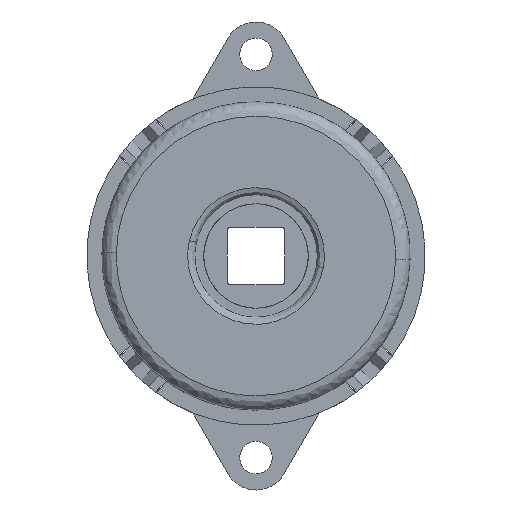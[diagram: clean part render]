
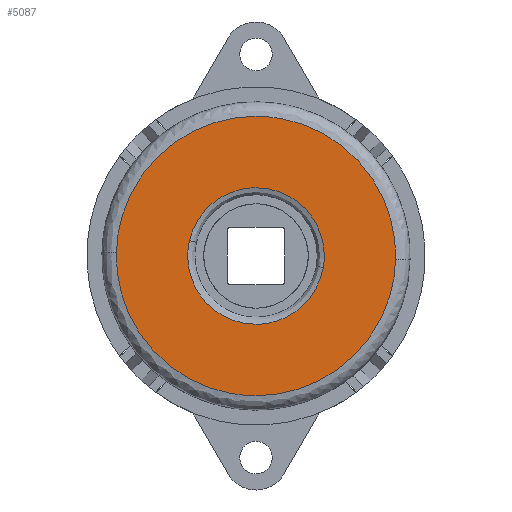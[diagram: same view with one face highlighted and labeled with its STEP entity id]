
A CAD part, front view. The second image highlights one B-rep face of the part: STEP entity #5087.
In plain terms, the highlighted free-form (B-spline) face has degree [1, 1] with [2, 2] control points.
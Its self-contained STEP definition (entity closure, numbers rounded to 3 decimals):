
#2861=CARTESIAN_POINT('',(9.345,-10.3,-1.594));
#2862=VERTEX_POINT('',#2861);
#2876=CARTESIAN_POINT('',(0.0,-10.3,9.48));
#2877=VERTEX_POINT('',#2876);
#2878=CARTESIAN_POINT('',(0.0,-10.3,9.48));
#2879=CARTESIAN_POINT('',(9.48,-10.3,9.48));
#2880=CARTESIAN_POINT('',(9.48,-10.3,0.));
#2881=CARTESIAN_POINT('',(9.48,-10.3,-0.803));
#2882=CARTESIAN_POINT('',(9.345,-10.3,-1.594));
#2890=(BOUNDED_CURVE()B_SPLINE_CURVE(2,(#2878,#2879,#2880,#2881,#2882),.UNSPECIFIED.,.F.,.U.)B_SPLINE_CURVE_WITH_KNOTS((3,2,3),(0.5,0.75,0.779),.UNSPECIFIED.)CURVE()GEOMETRIC_REPRESENTATION_ITEM()RATIONAL_B_SPLINE_CURVE((1.0,0.707,1.0,0.966,0.94))REPRESENTATION_ITEM(''));
#2891=EDGE_CURVE('',#2877,#2862,#2890,.T.);
#2893=CARTESIAN_POINT('',(-9.238,-10.3,2.126));
#2894=VERTEX_POINT('',#2893);
#2895=CARTESIAN_POINT('',(-9.238,-10.3,2.126));
#2896=CARTESIAN_POINT('',(-7.546,-10.3,9.48));
#2897=CARTESIAN_POINT('',(0.0,-10.3,9.48));
#2905=(BOUNDED_CURVE()B_SPLINE_CURVE(2,(#2895,#2896,#2897),.UNSPECIFIED.,.F.,.U.)B_SPLINE_CURVE_WITH_KNOTS((3,3),(0.288,0.5),.UNSPECIFIED.)CURVE()GEOMETRIC_REPRESENTATION_ITEM()RATIONAL_B_SPLINE_CURVE((0.924,0.752,1.0))REPRESENTATION_ITEM(''));
#2906=EDGE_CURVE('',#2894,#2877,#2905,.T.);
#2999=CARTESIAN_POINT('',(0.0,-10.3,-9.48));
#3000=VERTEX_POINT('',#2999);
#3001=CARTESIAN_POINT('',(0.0,-10.3,-9.48));
#3002=CARTESIAN_POINT('',(-9.48,-10.3,-9.48));
#3003=CARTESIAN_POINT('',(-9.48,-10.3,0.));
#3004=CARTESIAN_POINT('',(-9.48,-10.3,1.077));
#3005=CARTESIAN_POINT('',(-9.238,-10.3,2.126));
#3013=(BOUNDED_CURVE()B_SPLINE_CURVE(2,(#3001,#3002,#3003,#3004,#3005),.UNSPECIFIED.,.F.,.U.)B_SPLINE_CURVE_WITH_KNOTS((3,2,3),(0.0,0.25,0.288),.UNSPECIFIED.)CURVE()GEOMETRIC_REPRESENTATION_ITEM()RATIONAL_B_SPLINE_CURVE((1.0,0.707,1.0,0.955,0.924))REPRESENTATION_ITEM(''));
#3014=EDGE_CURVE('',#3000,#2894,#3013,.T.);
#3016=CARTESIAN_POINT('',(9.345,-10.3,-1.594));
#3017=CARTESIAN_POINT('',(8.,-10.3,-9.48));
#3018=CARTESIAN_POINT('',(0.0,-10.3,-9.48));
#3026=(BOUNDED_CURVE()B_SPLINE_CURVE(2,(#3016,#3017,#3018),.UNSPECIFIED.,.F.,.U.)B_SPLINE_CURVE_WITH_KNOTS((3,3),(0.779,1.0),.UNSPECIFIED.)CURVE()GEOMETRIC_REPRESENTATION_ITEM()RATIONAL_B_SPLINE_CURVE((0.94,0.741,1.0))REPRESENTATION_ITEM(''));
#3027=EDGE_CURVE('',#2862,#3000,#3026,.T.);
#3058=CARTESIAN_POINT('',(19.394,-10.3,-0.488));
#3059=VERTEX_POINT('',#3058);
#3073=CARTESIAN_POINT('',(0.0,-10.3,-19.4));
#3074=VERTEX_POINT('',#3073);
#3075=CARTESIAN_POINT('',(0.0,-10.3,-19.4));
#3076=CARTESIAN_POINT('',(18.918,-10.3,-19.4));
#3077=CARTESIAN_POINT('',(19.394,-10.3,-0.488));
#3085=(BOUNDED_CURVE()B_SPLINE_CURVE(2,(#3075,#3076,#3077),.UNSPECIFIED.,.F.,.U.)B_SPLINE_CURVE_WITH_KNOTS((3,3),(0.0,0.246),.UNSPECIFIED.)CURVE()GEOMETRIC_REPRESENTATION_ITEM()RATIONAL_B_SPLINE_CURVE((1.0,0.712,0.99))REPRESENTATION_ITEM(''));
#3086=EDGE_CURVE('',#3074,#3059,#3085,.T.);
#3088=CARTESIAN_POINT('',(-19.394,-10.3,0.488));
#3089=VERTEX_POINT('',#3088);
#3090=CARTESIAN_POINT('',(-19.394,-10.3,0.488));
#3091=CARTESIAN_POINT('',(-19.4,-10.3,0.244));
#3092=CARTESIAN_POINT('',(-19.4,-10.3,0.));
#3093=CARTESIAN_POINT('',(-19.4,-10.3,-19.4));
#3094=CARTESIAN_POINT('',(0.0,-10.3,-19.4));
#3102=(BOUNDED_CURVE()B_SPLINE_CURVE(2,(#3090,#3091,#3092,#3093,#3094),.UNSPECIFIED.,.F.,.U.)B_SPLINE_CURVE_WITH_KNOTS((3,2,3),(0.746,0.75,1.0),.UNSPECIFIED.)CURVE()GEOMETRIC_REPRESENTATION_ITEM()RATIONAL_B_SPLINE_CURVE((0.99,0.995,1.0,0.707,1.0))REPRESENTATION_ITEM(''));
#3103=EDGE_CURVE('',#3089,#3074,#3102,.T.);
#3147=CARTESIAN_POINT('',(0.0,-10.3,19.4));
#3148=VERTEX_POINT('',#3147);
#3149=CARTESIAN_POINT('',(0.0,-10.3,19.4));
#3150=CARTESIAN_POINT('',(-18.918,-10.3,19.4));
#3151=CARTESIAN_POINT('',(-19.394,-10.3,0.488));
#3159=(BOUNDED_CURVE()B_SPLINE_CURVE(2,(#3149,#3150,#3151),.UNSPECIFIED.,.F.,.U.)B_SPLINE_CURVE_WITH_KNOTS((3,3),(0.5,0.746),.UNSPECIFIED.)CURVE()GEOMETRIC_REPRESENTATION_ITEM()RATIONAL_B_SPLINE_CURVE((1.0,0.712,0.99))REPRESENTATION_ITEM(''));
#3160=EDGE_CURVE('',#3148,#3089,#3159,.T.);
#3162=CARTESIAN_POINT('',(19.394,-10.3,-0.488));
#3163=CARTESIAN_POINT('',(19.4,-10.3,-0.244));
#3164=CARTESIAN_POINT('',(19.4,-10.3,0.));
#3165=CARTESIAN_POINT('',(19.4,-10.3,19.4));
#3166=CARTESIAN_POINT('',(0.0,-10.3,19.4));
#3174=(BOUNDED_CURVE()B_SPLINE_CURVE(2,(#3162,#3163,#3164,#3165,#3166),.UNSPECIFIED.,.F.,.U.)B_SPLINE_CURVE_WITH_KNOTS((3,2,3),(0.246,0.25,0.5),.UNSPECIFIED.)CURVE()GEOMETRIC_REPRESENTATION_ITEM()RATIONAL_B_SPLINE_CURVE((0.99,0.995,1.0,0.707,1.0))REPRESENTATION_ITEM(''));
#3175=EDGE_CURVE('',#3059,#3148,#3174,.T.);
#5070=CARTESIAN_POINT('',(-21.331,-10.3,21.338));
#5071=CARTESIAN_POINT('',(-21.331,-10.3,-21.338));
#5072=CARTESIAN_POINT('',(21.331,-10.3,21.338));
#5073=CARTESIAN_POINT('',(21.331,-10.3,-21.338));
#5074=B_SPLINE_SURFACE_WITH_KNOTS('',1,1,((#5070,#5072),(#5071,#5073)),.UNSPECIFIED.,.F.,.F.,.U.,(2,2),(2,2),(0.0,42.676),(0.0,42.663),.UNSPECIFIED.);
#5075=ORIENTED_EDGE('',*,*,#3086,.T.);
#5076=ORIENTED_EDGE('',*,*,#3175,.T.);
#5077=ORIENTED_EDGE('',*,*,#3160,.T.);
#5078=ORIENTED_EDGE('',*,*,#3103,.T.);
#5079=EDGE_LOOP('',(#5075,#5076,#5077,#5078));
#5080=FACE_OUTER_BOUND('',#5079,.T.);
#5081=ORIENTED_EDGE('',*,*,#3014,.T.);
#5082=ORIENTED_EDGE('',*,*,#2906,.T.);
#5083=ORIENTED_EDGE('',*,*,#2891,.T.);
#5084=ORIENTED_EDGE('',*,*,#3027,.T.);
#5085=EDGE_LOOP('',(#5081,#5082,#5083,#5084));
#5086=FACE_BOUND('',#5085,.T.);
#5087=ADVANCED_FACE('',(#5080,#5086),#5074,.T.);
